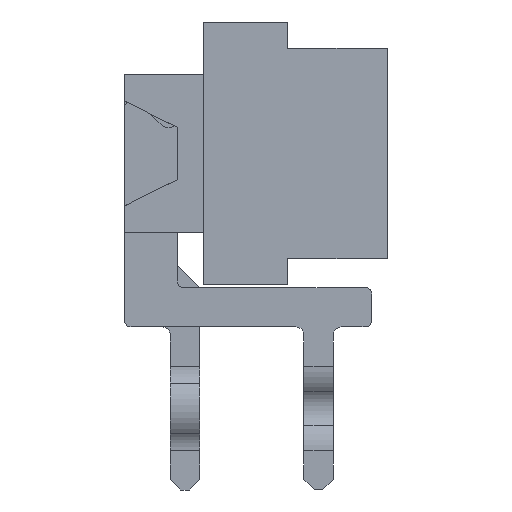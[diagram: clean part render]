
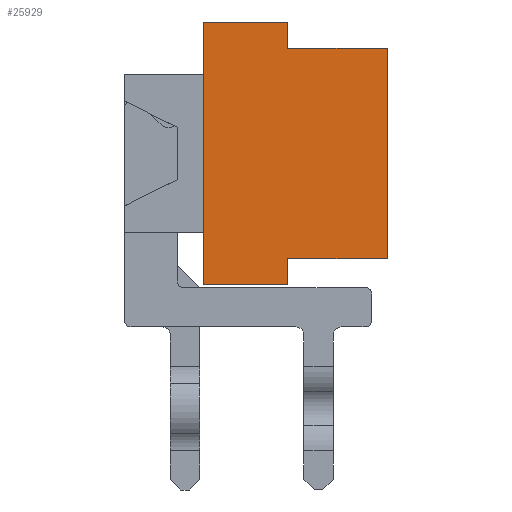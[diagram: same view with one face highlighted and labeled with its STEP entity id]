
A CAD part, front view. The second image highlights one B-rep face of the part: STEP entity #25929.
In plain terms, the highlighted face is planar.
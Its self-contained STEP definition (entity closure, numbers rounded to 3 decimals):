
#619=PLANE('',#28155);
#3015=LINE('',#41415,#6080);
#3019=LINE('',#41423,#6084);
#3023=LINE('',#41431,#6088);
#3050=LINE('',#41484,#6115);
#3057=LINE('',#41498,#6122);
#3058=LINE('',#41500,#6123);
#3059=LINE('',#41502,#6124);
#3060=LINE('',#41504,#6125);
#6080=VECTOR('',#33990,1000.);
#6084=VECTOR('',#33996,1000.);
#6088=VECTOR('',#34002,1000.);
#6115=VECTOR('',#34047,1000.);
#6122=VECTOR('',#34060,1000.);
#6123=VECTOR('',#34063,1000.);
#6124=VECTOR('',#34064,1000.);
#6125=VECTOR('',#34065,1000.);
#12550=ORIENTED_EDGE('',*,*,#17592,.T.);
#12551=ORIENTED_EDGE('',*,*,#17549,.F.);
#12552=ORIENTED_EDGE('',*,*,#17553,.F.);
#12553=ORIENTED_EDGE('',*,*,#17557,.F.);
#12554=ORIENTED_EDGE('',*,*,#17584,.F.);
#12555=ORIENTED_EDGE('',*,*,#17591,.T.);
#12556=ORIENTED_EDGE('',*,*,#17593,.F.);
#12557=ORIENTED_EDGE('',*,*,#17594,.T.);
#17549=EDGE_CURVE('',#20476,#20477,#3015,.T.);
#17553=EDGE_CURVE('',#20479,#20476,#3019,.T.);
#17557=EDGE_CURVE('',#20482,#20479,#3023,.T.);
#17584=EDGE_CURVE('',#20499,#20482,#3050,.T.);
#17591=EDGE_CURVE('',#20499,#20503,#3057,.T.);
#17592=EDGE_CURVE('',#20504,#20477,#3058,.T.);
#17593=EDGE_CURVE('',#20505,#20503,#3059,.T.);
#17594=EDGE_CURVE('',#20505,#20504,#3060,.T.);
#20476=VERTEX_POINT('',#41414);
#20477=VERTEX_POINT('',#41416);
#20479=VERTEX_POINT('',#41422);
#20482=VERTEX_POINT('',#41430);
#20499=VERTEX_POINT('',#41483);
#20503=VERTEX_POINT('',#41497);
#20504=VERTEX_POINT('',#41501);
#20505=VERTEX_POINT('',#41503);
#22812=EDGE_LOOP('',(#12550,#12551,#12552,#12553,#12554,#12555,#12556,#12557));
#24181=FACE_BOUND('',#22812,.T.);
#25929=ADVANCED_FACE('',(#24181),#619,.F.);
#28155=AXIS2_PLACEMENT_3D('',#41499,#34061,#34062);
#33990=DIRECTION('',(0.,0.,-1.));
#33996=DIRECTION('',(0.,1.,0.));
#34002=DIRECTION('',(0.,0.,-1.));
#34047=DIRECTION('',(0.,1.,0.));
#34060=DIRECTION('',(0.,0.,-1.));
#34061=DIRECTION('',(-1.,0.,0.));
#34062=DIRECTION('',(0.,0.,1.));
#34063=DIRECTION('',(0.,1.,0.));
#34064=DIRECTION('',(0.,1.,0.));
#34065=DIRECTION('',(0.,0.,-1.));
#41414=CARTESIAN_POINT('',(11.19,2.5,1.6));
#41415=CARTESIAN_POINT('',(11.19,2.5,1.6));
#41416=CARTESIAN_POINT('',(11.19,2.5,0.));
#41422=CARTESIAN_POINT('',(11.19,2.,1.6));
#41423=CARTESIAN_POINT('',(11.19,-2.5,1.6));
#41430=CARTESIAN_POINT('',(11.19,2.,3.5));
#41431=CARTESIAN_POINT('',(11.19,2.,3.5));
#41483=CARTESIAN_POINT('',(11.19,-2.,3.5));
#41484=CARTESIAN_POINT('',(11.19,-2.,3.5));
#41497=CARTESIAN_POINT('',(11.19,-2.,1.6));
#41498=CARTESIAN_POINT('',(11.19,-2.,3.5));
#41499=CARTESIAN_POINT('',(11.19,-2.5,1.6));
#41500=CARTESIAN_POINT('',(11.19,-2.5,0.));
#41501=CARTESIAN_POINT('',(11.19,-2.5,0.));
#41502=CARTESIAN_POINT('',(11.19,-2.5,1.6));
#41503=CARTESIAN_POINT('',(11.19,-2.5,1.6));
#41504=CARTESIAN_POINT('',(11.19,-2.5,1.6));
